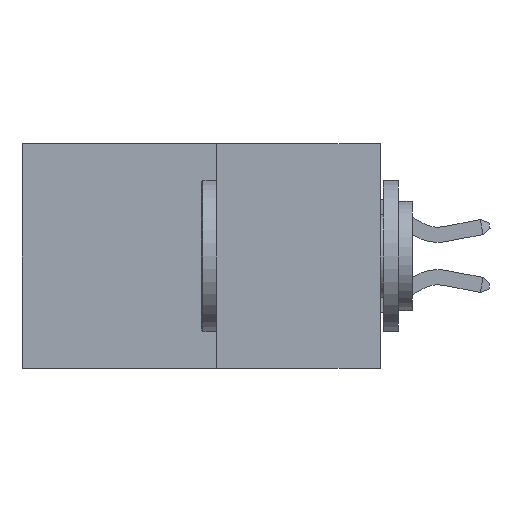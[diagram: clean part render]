
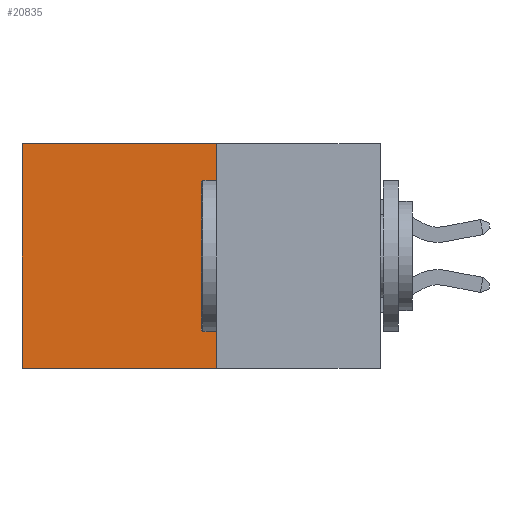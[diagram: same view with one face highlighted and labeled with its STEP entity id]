
A CAD part, left-side view. The second image highlights one B-rep face of the part: STEP entity #20835.
In plain terms, the highlighted planar face has unit normal (-1, 0, 0).
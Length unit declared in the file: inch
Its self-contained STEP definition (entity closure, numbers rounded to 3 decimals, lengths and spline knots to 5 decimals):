
#1069 = VECTOR ( 'NONE', #14966, 39.37008 ) ;
#2368 = CARTESIAN_POINT ( 'NONE',  ( 0.277, 0.27, -0.37 ) ) ;
#2788 = CARTESIAN_POINT ( 'NONE',  ( 0.277, 0.27, -0.37 ) ) ;
#2829 = ORIENTED_EDGE ( 'NONE', *, *, #3567, .F. ) ;
#3017 = DIRECTION ( 'NONE',  ( 0., 0., -1. ) ) ;
#3567 = EDGE_CURVE ( 'NONE', #29647, #32013, #9030, .T. ) ;
#3594 = LINE ( 'NONE', #12265, #23852 ) ;
#4679 = CARTESIAN_POINT ( 'NONE',  ( 0.277, 0.27, 0. ) ) ;
#6136 = ORIENTED_EDGE ( 'NONE', *, *, #31105, .F. ) ;
#9030 = LINE ( 'NONE', #15167, #1069 ) ;
#9644 = LINE ( 'NONE', #28246, #28837 ) ;
#12265 = CARTESIAN_POINT ( 'NONE',  ( 0.277, 0.27, -0.37 ) ) ;
#12375 = ORIENTED_EDGE ( 'NONE', *, *, #13477, .T. ) ;
#13477 = EDGE_CURVE ( 'NONE', #29647, #13618, #9644, .T. ) ;
#13618 = VERTEX_POINT ( 'NONE', #31233 ) ;
#14966 = DIRECTION ( 'NONE',  ( 0., 0., -1. ) ) ;
#15167 = CARTESIAN_POINT ( 'NONE',  ( 0.277, 0.27, -0.37 ) ) ;
#15617 = VECTOR ( 'NONE', #23904, 39.37008 ) ;
#16237 = PLANE ( 'NONE',  #27947 ) ;
#18896 = DIRECTION ( 'NONE',  ( 1., 0., 0. ) ) ;
#20598 = DIRECTION ( 'NONE',  ( 0., 1., 0. ) ) ;
#20729 = ORIENTED_EDGE ( 'NONE', *, *, #31361, .T. ) ;
#20835 = ADVANCED_FACE ( 'NONE', ( #23319 ), #16237, .F. ) ;
#21282 = CARTESIAN_POINT ( 'NONE',  ( 0.277, 0.59, -0.37 ) ) ;
#23319 = FACE_OUTER_BOUND ( 'NONE', #27339, .T. ) ;
#23852 = VECTOR ( 'NONE', #30573, 39.37008 ) ;
#23904 = DIRECTION ( 'NONE',  ( 0., 0., -1. ) ) ;
#26127 = VERTEX_POINT ( 'NONE', #28847 ) ;
#27339 = EDGE_LOOP ( 'NONE', ( #20729, #6136, #2829, #12375 ) ) ;
#27947 = AXIS2_PLACEMENT_3D ( 'NONE', #2788, #18896, #3017 ) ;
#28246 = CARTESIAN_POINT ( 'NONE',  ( 0.277, 0.27, 0. ) ) ;
#28837 = VECTOR ( 'NONE', #20598, 39.37008 ) ;
#28847 = CARTESIAN_POINT ( 'NONE',  ( 0.277, 0.59, -0.37 ) ) ;
#29388 = LINE ( 'NONE', #21282, #15617 ) ;
#29647 = VERTEX_POINT ( 'NONE', #4679 ) ;
#30573 = DIRECTION ( 'NONE',  ( 0., 1., 0. ) ) ;
#31105 = EDGE_CURVE ( 'NONE', #32013, #26127, #3594, .T. ) ;
#31233 = CARTESIAN_POINT ( 'NONE',  ( 0.277, 0.59, 0. ) ) ;
#31361 = EDGE_CURVE ( 'NONE', #13618, #26127, #29388, .T. ) ;
#32013 = VERTEX_POINT ( 'NONE', #2368 ) ;
